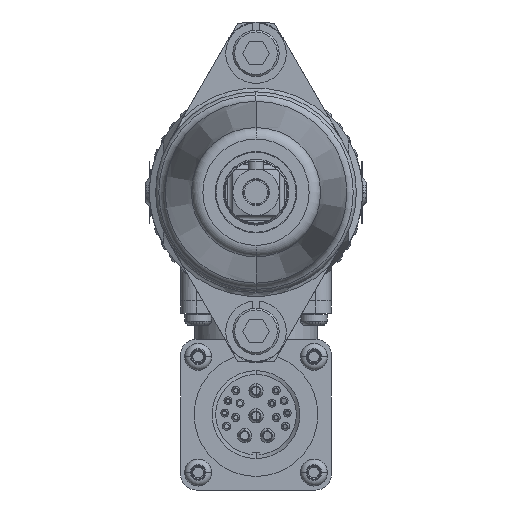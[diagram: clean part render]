
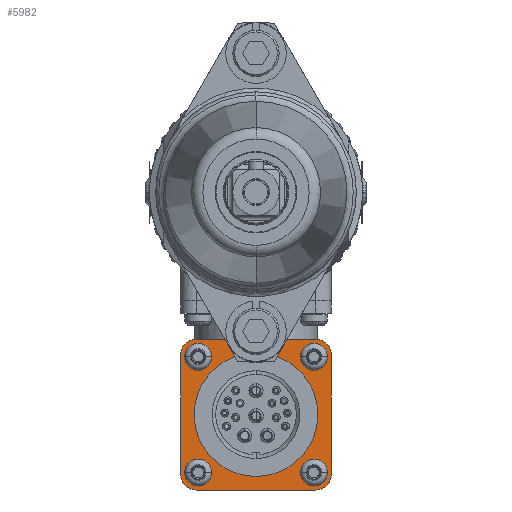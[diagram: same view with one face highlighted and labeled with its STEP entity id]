
A CAD part, left-side view. The second image highlights one B-rep face of the part: STEP entity #5982.
In plain terms, the highlighted planar face has unit normal (-1, 0, 0).
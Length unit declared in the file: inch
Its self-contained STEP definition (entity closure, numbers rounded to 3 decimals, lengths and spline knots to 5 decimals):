
#5665=CARTESIAN_POINT('',(1.756,0.005,-1.8));
#5666=DIRECTION('',(1.,0.,0.));
#5667=DIRECTION('',(0.,0.,1.));
#5668=AXIS2_PLACEMENT_3D('',#5665,#5666,#5667);
#5670=CARTESIAN_POINT('',(1.756,0.005,-1.8));
#5671=DIRECTION('',(1.,0.,0.));
#5672=DIRECTION('',(0.,0.,-1.));
#5673=AXIS2_PLACEMENT_3D('',#5670,#5671,#5672);
#5675=CARTESIAN_POINT('',(1.756,-0.4635,-1.3315));
#5676=DIRECTION('',(-1.,0.,0.));
#5677=DIRECTION('',(0.,-1.,0.));
#5678=AXIS2_PLACEMENT_3D('',#5675,#5676,#5677);
#5680=CARTESIAN_POINT('',(1.756,-0.4635,-1.3315));
#5681=DIRECTION('',(-1.,0.,0.));
#5682=DIRECTION('',(0.,1.,0.));
#5683=AXIS2_PLACEMENT_3D('',#5680,#5681,#5682);
#5685=CARTESIAN_POINT('',(1.756,0.4735,-1.3315));
#5686=DIRECTION('',(-1.,0.,0.));
#5687=DIRECTION('',(0.,-1.,0.));
#5688=AXIS2_PLACEMENT_3D('',#5685,#5686,#5687);
#5690=CARTESIAN_POINT('',(1.756,0.4735,-1.3315));
#5691=DIRECTION('',(-1.,0.,0.));
#5692=DIRECTION('',(0.,1.,0.));
#5693=AXIS2_PLACEMENT_3D('',#5690,#5691,#5692);
#5695=CARTESIAN_POINT('',(1.756,0.4735,-2.2685));
#5696=DIRECTION('',(-1.,0.,0.));
#5697=DIRECTION('',(0.,-1.,0.));
#5698=AXIS2_PLACEMENT_3D('',#5695,#5696,#5697);
#5700=CARTESIAN_POINT('',(1.756,0.4735,-2.2685));
#5701=DIRECTION('',(-1.,0.,0.));
#5702=DIRECTION('',(0.,1.,0.));
#5703=AXIS2_PLACEMENT_3D('',#5700,#5701,#5702);
#5705=CARTESIAN_POINT('',(1.756,-0.4635,-2.2685));
#5706=DIRECTION('',(-1.,0.,0.));
#5707=DIRECTION('',(0.,-1.,0.));
#5708=AXIS2_PLACEMENT_3D('',#5705,#5706,#5707);
#5710=CARTESIAN_POINT('',(1.756,-0.4635,-2.2685));
#5711=DIRECTION('',(-1.,0.,0.));
#5712=DIRECTION('',(0.,1.,0.));
#5713=AXIS2_PLACEMENT_3D('',#5710,#5711,#5712);
#5715=CARTESIAN_POINT('',(1.756,-0.48,-1.315));
#5716=DIRECTION('',(-1.,0.,0.));
#5717=DIRECTION('',(0.,-1.,0.));
#5718=AXIS2_PLACEMENT_3D('',#5715,#5716,#5717);
#5720=DIRECTION('',(0.,0.,1.));
#5721=VECTOR('',#5720,0.97);
#5722=CARTESIAN_POINT('',(1.756,-0.605,-2.285));
#5723=LINE('',#5722,#5721);
#5724=CARTESIAN_POINT('',(1.756,-0.48,-2.285));
#5725=DIRECTION('',(-1.,0.,0.));
#5726=DIRECTION('',(0.,0.,-1.));
#5727=AXIS2_PLACEMENT_3D('',#5724,#5725,#5726);
#5729=DIRECTION('',(0.,-1.,0.));
#5730=VECTOR('',#5729,0.97);
#5731=CARTESIAN_POINT('',(1.756,0.49,-2.41));
#5732=LINE('',#5731,#5730);
#5733=CARTESIAN_POINT('',(1.756,0.49,-2.285));
#5734=DIRECTION('',(-1.,0.,0.));
#5735=DIRECTION('',(0.,1.,0.));
#5736=AXIS2_PLACEMENT_3D('',#5733,#5734,#5735);
#5738=DIRECTION('',(0.,0.,-1.));
#5739=VECTOR('',#5738,0.97);
#5740=CARTESIAN_POINT('',(1.756,0.615,-1.315));
#5741=LINE('',#5740,#5739);
#5742=CARTESIAN_POINT('',(1.756,0.49,-1.315));
#5743=DIRECTION('',(-1.,0.,0.));
#5744=DIRECTION('',(0.,0.,1.));
#5745=AXIS2_PLACEMENT_3D('',#5742,#5743,#5744);
#5747=DIRECTION('',(0.,1.,0.));
#5748=VECTOR('',#5747,0.97);
#5749=CARTESIAN_POINT('',(1.756,-0.48,-1.19));
#5750=LINE('',#5749,#5748);
#5877=CARTESIAN_POINT('',(1.756,0.005,-1.3));
#5878=CARTESIAN_POINT('',(1.756,0.005,-2.3));
#5879=VERTEX_POINT('',#5877);
#5880=VERTEX_POINT('',#5878);
#5881=CARTESIAN_POINT('',(1.756,-0.5275,-1.3315));
#5882=CARTESIAN_POINT('',(1.756,-0.3995,-1.3315));
#5883=VERTEX_POINT('',#5881);
#5884=VERTEX_POINT('',#5882);
#5885=CARTESIAN_POINT('',(1.756,0.4095,-1.3315));
#5886=CARTESIAN_POINT('',(1.756,0.5375,-1.3315));
#5887=VERTEX_POINT('',#5885);
#5888=VERTEX_POINT('',#5886);
#5889=CARTESIAN_POINT('',(1.756,0.4095,-2.2685));
#5890=CARTESIAN_POINT('',(1.756,0.5375,-2.2685));
#5891=VERTEX_POINT('',#5889);
#5892=VERTEX_POINT('',#5890);
#5893=CARTESIAN_POINT('',(1.756,-0.5275,-2.2685));
#5894=CARTESIAN_POINT('',(1.756,-0.3995,-2.2685));
#5895=VERTEX_POINT('',#5893);
#5896=VERTEX_POINT('',#5894);
#5901=CARTESIAN_POINT('',(1.756,-0.605,-1.315));
#5902=VERTEX_POINT('',#5901);
#5903=CARTESIAN_POINT('',(1.756,-0.48,-1.19));
#5904=VERTEX_POINT('',#5903);
#5909=CARTESIAN_POINT('',(1.756,-0.48,-2.41));
#5910=VERTEX_POINT('',#5909);
#5911=CARTESIAN_POINT('',(1.756,-0.605,-2.285));
#5912=VERTEX_POINT('',#5911);
#5917=CARTESIAN_POINT('',(1.756,0.49,-1.19));
#5918=VERTEX_POINT('',#5917);
#5919=CARTESIAN_POINT('',(1.756,0.615,-1.315));
#5920=VERTEX_POINT('',#5919);
#5925=CARTESIAN_POINT('',(1.756,0.615,-2.285));
#5926=VERTEX_POINT('',#5925);
#5927=CARTESIAN_POINT('',(1.756,0.49,-2.41));
#5928=VERTEX_POINT('',#5927);
#5929=CARTESIAN_POINT('',(1.756,0.005,-1.8));
#5930=DIRECTION('',(-1.,0.,0.));
#5931=DIRECTION('',(0.,0.,1.));
#5932=AXIS2_PLACEMENT_3D('',#5929,#5930,#5931);
#5933=PLANE('',#5932);
#5935=ORIENTED_EDGE('',*,*,#5934,.F.);
#5937=ORIENTED_EDGE('',*,*,#5936,.F.);
#5939=ORIENTED_EDGE('',*,*,#5938,.F.);
#5941=ORIENTED_EDGE('',*,*,#5940,.F.);
#5943=ORIENTED_EDGE('',*,*,#5942,.F.);
#5945=ORIENTED_EDGE('',*,*,#5944,.F.);
#5947=ORIENTED_EDGE('',*,*,#5946,.F.);
#5949=ORIENTED_EDGE('',*,*,#5948,.F.);
#5950=EDGE_LOOP('',(#5935,#5937,#5939,#5941,#5943,#5945,#5947,#5949));
#5951=FACE_OUTER_BOUND('',#5950,.F.);
#5953=ORIENTED_EDGE('',*,*,#5952,.T.);
#5955=ORIENTED_EDGE('',*,*,#5954,.T.);
#5956=EDGE_LOOP('',(#5953,#5955));
#5957=FACE_BOUND('',#5956,.F.);
#5959=ORIENTED_EDGE('',*,*,#5958,.T.);
#5961=ORIENTED_EDGE('',*,*,#5960,.T.);
#5962=EDGE_LOOP('',(#5959,#5961));
#5963=FACE_BOUND('',#5962,.F.);
#5965=ORIENTED_EDGE('',*,*,#5964,.T.);
#5967=ORIENTED_EDGE('',*,*,#5966,.T.);
#5968=EDGE_LOOP('',(#5965,#5967));
#5969=FACE_BOUND('',#5968,.F.);
#5971=ORIENTED_EDGE('',*,*,#5970,.T.);
#5973=ORIENTED_EDGE('',*,*,#5972,.T.);
#5974=EDGE_LOOP('',(#5971,#5973));
#5975=FACE_BOUND('',#5974,.F.);
#5977=ORIENTED_EDGE('',*,*,#5976,.F.);
#5979=ORIENTED_EDGE('',*,*,#5978,.F.);
#5980=EDGE_LOOP('',(#5977,#5979));
#5981=FACE_BOUND('',#5980,.F.);
#5982=ADVANCED_FACE('',(#5951,#5957,#5963,#5969,#5975,#5981),#5933,.T.);
#5669=CIRCLE('',#5668,0.5);
#5674=CIRCLE('',#5673,0.5);
#5679=CIRCLE('',#5678,0.064);
#5684=CIRCLE('',#5683,0.064);
#5689=CIRCLE('',#5688,0.064);
#5694=CIRCLE('',#5693,0.064);
#5699=CIRCLE('',#5698,0.064);
#5704=CIRCLE('',#5703,0.064);
#5709=CIRCLE('',#5708,0.064);
#5714=CIRCLE('',#5713,0.064);
#5719=CIRCLE('',#5718,0.125);
#5728=CIRCLE('',#5727,0.125);
#5737=CIRCLE('',#5736,0.125);
#5746=CIRCLE('',#5745,0.125);
#5934=EDGE_CURVE('',#5902,#5904,#5719,.T.);
#5936=EDGE_CURVE('',#5912,#5902,#5723,.T.);
#5938=EDGE_CURVE('',#5910,#5912,#5728,.T.);
#5940=EDGE_CURVE('',#5928,#5910,#5732,.T.);
#5942=EDGE_CURVE('',#5926,#5928,#5737,.T.);
#5944=EDGE_CURVE('',#5920,#5926,#5741,.T.);
#5946=EDGE_CURVE('',#5918,#5920,#5746,.T.);
#5948=EDGE_CURVE('',#5904,#5918,#5750,.T.);
#5952=EDGE_CURVE('',#5883,#5884,#5679,.T.);
#5954=EDGE_CURVE('',#5884,#5883,#5684,.T.);
#5958=EDGE_CURVE('',#5887,#5888,#5689,.T.);
#5960=EDGE_CURVE('',#5888,#5887,#5694,.T.);
#5964=EDGE_CURVE('',#5891,#5892,#5699,.T.);
#5966=EDGE_CURVE('',#5892,#5891,#5704,.T.);
#5970=EDGE_CURVE('',#5895,#5896,#5709,.T.);
#5972=EDGE_CURVE('',#5896,#5895,#5714,.T.);
#5976=EDGE_CURVE('',#5879,#5880,#5669,.T.);
#5978=EDGE_CURVE('',#5880,#5879,#5674,.T.);
